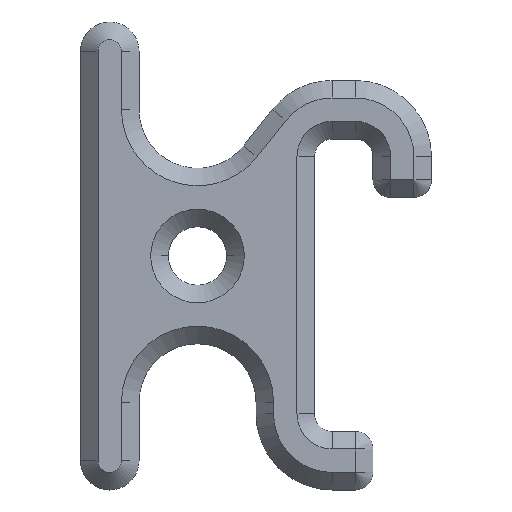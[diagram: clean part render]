
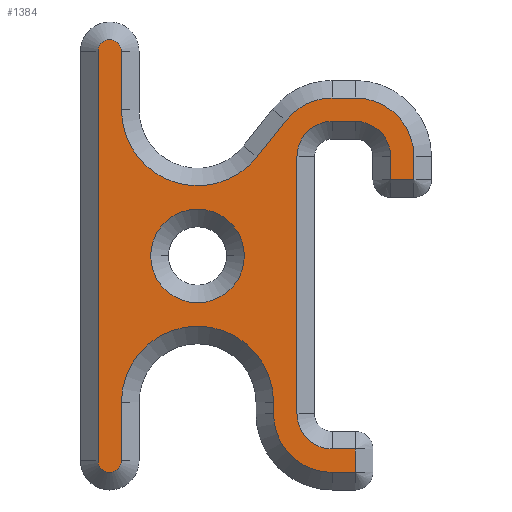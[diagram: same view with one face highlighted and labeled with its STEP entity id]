
A CAD part, top view. The second image highlights one B-rep face of the part: STEP entity #1384.
In plain terms, the highlighted free-form (B-spline) face has degree [1, 1] with [2, 2] control points.
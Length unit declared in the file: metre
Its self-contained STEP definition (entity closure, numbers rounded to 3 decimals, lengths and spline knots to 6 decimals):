
#26=B_SPLINE_SURFACE_WITH_KNOTS('',1,1,((#2134,#2135),(#2136,#2137)),
 .PLANE_SURF.,.F.,.F.,.F.,(2,2),(2,2),(0.,1.),(0.,1.),.UNSPECIFIED.);
#112=LINE('',#2139,#252);
#113=LINE('',#2144,#253);
#114=LINE('',#2148,#254);
#115=LINE('',#2150,#255);
#116=LINE('',#2152,#256);
#117=LINE('',#2156,#257);
#118=LINE('',#2160,#258);
#119=LINE('',#2164,#259);
#120=LINE('',#2166,#260);
#121=LINE('',#2168,#261);
#122=LINE('',#2172,#262);
#123=LINE('',#2176,#263);
#124=LINE('',#2180,#264);
#125=LINE('',#2184,#265);
#252=VECTOR('',#1641,1.);
#253=VECTOR('',#1644,1.);
#254=VECTOR('',#1647,1.);
#255=VECTOR('',#1648,1.);
#256=VECTOR('',#1649,1.);
#257=VECTOR('',#1652,1.);
#258=VECTOR('',#1655,1.);
#259=VECTOR('',#1658,1.);
#260=VECTOR('',#1659,1.);
#261=VECTOR('',#1660,1.);
#262=VECTOR('',#1663,1.);
#263=VECTOR('',#1666,1.);
#264=VECTOR('',#1669,1.);
#265=VECTOR('',#1672,1.);
#470=ORIENTED_EDGE('',*,*,#842,.T.);
#471=ORIENTED_EDGE('',*,*,#750,.T.);
#472=ORIENTED_EDGE('',*,*,#843,.T.);
#473=ORIENTED_EDGE('',*,*,#844,.T.);
#474=ORIENTED_EDGE('',*,*,#845,.T.);
#475=ORIENTED_EDGE('',*,*,#846,.T.);
#476=ORIENTED_EDGE('',*,*,#847,.T.);
#477=ORIENTED_EDGE('',*,*,#848,.T.);
#478=ORIENTED_EDGE('',*,*,#849,.T.);
#479=ORIENTED_EDGE('',*,*,#850,.T.);
#480=ORIENTED_EDGE('',*,*,#851,.T.);
#481=ORIENTED_EDGE('',*,*,#852,.T.);
#482=ORIENTED_EDGE('',*,*,#853,.T.);
#483=ORIENTED_EDGE('',*,*,#854,.T.);
#484=ORIENTED_EDGE('',*,*,#855,.T.);
#485=ORIENTED_EDGE('',*,*,#856,.T.);
#486=ORIENTED_EDGE('',*,*,#857,.T.);
#487=ORIENTED_EDGE('',*,*,#858,.T.);
#488=ORIENTED_EDGE('',*,*,#859,.T.);
#489=ORIENTED_EDGE('',*,*,#860,.T.);
#490=ORIENTED_EDGE('',*,*,#861,.T.);
#491=ORIENTED_EDGE('',*,*,#862,.T.);
#492=ORIENTED_EDGE('',*,*,#863,.T.);
#493=ORIENTED_EDGE('',*,*,#864,.T.);
#494=ORIENTED_EDGE('',*,*,#865,.T.);
#495=ORIENTED_EDGE('',*,*,#866,.T.);
#750=EDGE_CURVE('',#952,#953,#1062,.F.);
#842=EDGE_CURVE('',#953,#952,#1094,.F.);
#843=EDGE_CURVE('',#1012,#1013,#112,.T.);
#844=EDGE_CURVE('',#1013,#1014,#1095,.F.);
#845=EDGE_CURVE('',#1014,#1015,#113,.T.);
#846=EDGE_CURVE('',#1015,#1016,#1096,.T.);
#847=EDGE_CURVE('',#1016,#1017,#114,.T.);
#848=EDGE_CURVE('',#1017,#1018,#115,.T.);
#849=EDGE_CURVE('',#1018,#1019,#116,.T.);
#850=EDGE_CURVE('',#1019,#1020,#1097,.F.);
#851=EDGE_CURVE('',#1020,#1021,#117,.T.);
#852=EDGE_CURVE('',#1021,#1022,#1098,.F.);
#853=EDGE_CURVE('',#1022,#1023,#118,.T.);
#854=EDGE_CURVE('',#1023,#1024,#1099,.F.);
#855=EDGE_CURVE('',#1024,#1025,#119,.T.);
#856=EDGE_CURVE('',#1025,#1026,#120,.T.);
#857=EDGE_CURVE('',#1026,#1027,#121,.T.);
#858=EDGE_CURVE('',#1027,#1028,#1100,.T.);
#859=EDGE_CURVE('',#1028,#1029,#122,.T.);
#860=EDGE_CURVE('',#1029,#1030,#1101,.T.);
#861=EDGE_CURVE('',#1030,#1031,#123,.T.);
#862=EDGE_CURVE('',#1031,#1032,#1102,.F.);
#863=EDGE_CURVE('',#1032,#1033,#124,.T.);
#864=EDGE_CURVE('',#1033,#1034,#1103,.T.);
#865=EDGE_CURVE('',#1034,#1035,#125,.T.);
#866=EDGE_CURVE('',#1035,#1012,#1104,.T.);
#952=VERTEX_POINT('',#1795);
#953=VERTEX_POINT('',#1796);
#1012=VERTEX_POINT('',#2140);
#1013=VERTEX_POINT('',#2141);
#1014=VERTEX_POINT('',#2143);
#1015=VERTEX_POINT('',#2145);
#1016=VERTEX_POINT('',#2147);
#1017=VERTEX_POINT('',#2149);
#1018=VERTEX_POINT('',#2151);
#1019=VERTEX_POINT('',#2153);
#1020=VERTEX_POINT('',#2155);
#1021=VERTEX_POINT('',#2157);
#1022=VERTEX_POINT('',#2159);
#1023=VERTEX_POINT('',#2161);
#1024=VERTEX_POINT('',#2163);
#1025=VERTEX_POINT('',#2165);
#1026=VERTEX_POINT('',#2167);
#1027=VERTEX_POINT('',#2169);
#1028=VERTEX_POINT('',#2171);
#1029=VERTEX_POINT('',#2173);
#1030=VERTEX_POINT('',#2175);
#1031=VERTEX_POINT('',#2177);
#1032=VERTEX_POINT('',#2179);
#1033=VERTEX_POINT('',#2181);
#1034=VERTEX_POINT('',#2183);
#1035=VERTEX_POINT('',#2185);
#1062=CIRCLE('',#1459,0.004);
#1094=CIRCLE('',#1491,0.004);
#1095=CIRCLE('',#1492,0.0065);
#1096=CIRCLE('',#1493,0.005);
#1097=CIRCLE('',#1494,0.003);
#1098=CIRCLE('',#1495,0.003);
#1099=CIRCLE('',#1496,0.003);
#1100=CIRCLE('',#1497,0.005);
#1101=CIRCLE('',#1498,0.005);
#1102=CIRCLE('',#1499,0.0065);
#1103=CIRCLE('',#1500,0.001);
#1104=CIRCLE('',#1501,0.001);
#1148=EDGE_LOOP('',(#470,#471));
#1149=EDGE_LOOP('',(#472,#473,#474,#475,#476,#477,#478,#479,#480,#481,#482,
#483,#484,#485,#486,#487,#488,#489,#490,#491,#492,#493,#494,#495));
#1242=FACE_BOUND('',#1148,.T.);
#1243=FACE_BOUND('',#1149,.T.);
#1384=ADVANCED_FACE('',(#1242,#1243),#26,.T.);
#1459=AXIS2_PLACEMENT_3D('',#1794,#1519,#1520);
#1491=AXIS2_PLACEMENT_3D('',#2138,#1639,#1640);
#1492=AXIS2_PLACEMENT_3D('',#2142,#1642,#1643);
#1493=AXIS2_PLACEMENT_3D('',#2146,#1645,#1646);
#1494=AXIS2_PLACEMENT_3D('',#2154,#1650,#1651);
#1495=AXIS2_PLACEMENT_3D('',#2158,#1653,#1654);
#1496=AXIS2_PLACEMENT_3D('',#2162,#1656,#1657);
#1497=AXIS2_PLACEMENT_3D('',#2170,#1661,#1662);
#1498=AXIS2_PLACEMENT_3D('',#2174,#1664,#1665);
#1499=AXIS2_PLACEMENT_3D('',#2178,#1667,#1668);
#1500=AXIS2_PLACEMENT_3D('',#2182,#1670,#1671);
#1501=AXIS2_PLACEMENT_3D('',#2186,#1673,#1674);
#1519=DIRECTION('',(0.,0.,1.));
#1520=DIRECTION('',(1.,0.,0.));
#1639=DIRECTION('',(0.,0.,1.));
#1640=DIRECTION('',(1.,0.,0.));
#1641=DIRECTION('',(0.,1.,0.));
#1642=DIRECTION('',(0.,0.,1.));
#1643=DIRECTION('',(1.,0.,0.));
#1644=DIRECTION('',(0.,-1.,0.));
#1645=DIRECTION('',(0.,0.,1.));
#1646=DIRECTION('',(1.,0.,0.));
#1647=DIRECTION('',(1.,0.,0.));
#1648=DIRECTION('',(0.,1.,0.));
#1649=DIRECTION('',(-1.,0.,0.));
#1650=DIRECTION('',(0.,0.,1.));
#1651=DIRECTION('',(1.,0.,0.));
#1652=DIRECTION('',(0.,1.,0.));
#1653=DIRECTION('',(0.,0.,1.));
#1654=DIRECTION('',(1.,0.,0.));
#1655=DIRECTION('',(1.,0.,0.));
#1656=DIRECTION('',(0.,0.,1.));
#1657=DIRECTION('',(1.,0.,0.));
#1658=DIRECTION('',(0.,-1.,0.));
#1659=DIRECTION('',(1.,0.,0.));
#1660=DIRECTION('',(0.,1.,0.));
#1661=DIRECTION('',(0.,0.,1.));
#1662=DIRECTION('',(1.,0.,0.));
#1663=DIRECTION('',(-1.,0.,0.));
#1664=DIRECTION('',(0.,0.,1.));
#1665=DIRECTION('',(1.,0.,0.));
#1666=DIRECTION('',(-0.621,-0.784,0.));
#1667=DIRECTION('',(0.,0.,1.));
#1668=DIRECTION('',(1.,0.,0.));
#1669=DIRECTION('',(0.,1.,0.));
#1670=DIRECTION('',(0.,0.,1.));
#1671=DIRECTION('',(1.,0.,0.));
#1672=DIRECTION('',(0.,-1.,0.));
#1673=DIRECTION('',(0.,0.,1.));
#1674=DIRECTION('',(1.,0.,0.));
#1794=CARTESIAN_POINT('',(0.,0.,0.005));
#1795=CARTESIAN_POINT('',(-0.004,0.,0.005));
#1796=CARTESIAN_POINT('',(0.004,0.,0.005));
#2134=CARTESIAN_POINT('',(-0.00985,-0.020361,0.005));
#2135=CARTESIAN_POINT('',(-0.00985,0.020583,0.005));
#2136=CARTESIAN_POINT('',(0.01985,-0.020361,0.005));
#2137=CARTESIAN_POINT('',(0.01985,0.020583,0.005));
#2138=CARTESIAN_POINT('',(0.,0.,0.005));
#2139=CARTESIAN_POINT('',(-0.0065,-0.0125,0.005));
#2140=CARTESIAN_POINT('',(-0.0065,-0.0175,0.005));
#2141=CARTESIAN_POINT('',(-0.0065,-0.0125,0.005));
#2142=CARTESIAN_POINT('',(0.,-0.0125,0.005));
#2143=CARTESIAN_POINT('',(0.0065,-0.0125,0.005));
#2144=CARTESIAN_POINT('',(0.0065,0.,0.005));
#2145=CARTESIAN_POINT('',(0.0065,-0.0135,0.005));
#2146=CARTESIAN_POINT('',(0.0115,-0.0135,0.005));
#2147=CARTESIAN_POINT('',(0.0115,-0.0185,0.005));
#2148=CARTESIAN_POINT('',(0.005,-0.0185,0.005));
#2149=CARTESIAN_POINT('',(0.0135,-0.0185,0.005));
#2150=CARTESIAN_POINT('',(0.0135,0.,0.005));
#2151=CARTESIAN_POINT('',(0.0135,-0.0165,0.005));
#2152=CARTESIAN_POINT('',(0.005,-0.0165,0.005));
#2153=CARTESIAN_POINT('',(0.0115,-0.0165,0.005));
#2154=CARTESIAN_POINT('',(0.0115,-0.0135,0.005));
#2155=CARTESIAN_POINT('',(0.0085,-0.0135,0.005));
#2156=CARTESIAN_POINT('',(0.0085,0.,0.005));
#2157=CARTESIAN_POINT('',(0.0085,0.0085,0.005));
#2158=CARTESIAN_POINT('',(0.0115,0.0085,0.005));
#2159=CARTESIAN_POINT('',(0.0115,0.0115,0.005));
#2160=CARTESIAN_POINT('',(0.005,0.0115,0.005));
#2161=CARTESIAN_POINT('',(0.0135,0.0115,0.005));
#2162=CARTESIAN_POINT('',(0.0135,0.0085,0.005));
#2163=CARTESIAN_POINT('',(0.0165,0.0085,0.005));
#2164=CARTESIAN_POINT('',(0.0165,0.,0.005));
#2165=CARTESIAN_POINT('',(0.0165,0.0065,0.005));
#2166=CARTESIAN_POINT('',(0.005,0.0065,0.005));
#2167=CARTESIAN_POINT('',(0.0185,0.0065,0.005));
#2168=CARTESIAN_POINT('',(0.0185,0.,0.005));
#2169=CARTESIAN_POINT('',(0.0185,0.0085,0.005));
#2170=CARTESIAN_POINT('',(0.0135,0.0085,0.005));
#2171=CARTESIAN_POINT('',(0.0135,0.0135,0.005));
#2172=CARTESIAN_POINT('',(0.005,0.0135,0.005));
#2173=CARTESIAN_POINT('',(0.0115,0.0135,0.005));
#2174=CARTESIAN_POINT('',(0.0115,0.0085,0.005));
#2175=CARTESIAN_POINT('',(0.007579,0.011603,0.005));
#2176=CARTESIAN_POINT('',(0.00094,0.003213,0.005));
#2177=CARTESIAN_POINT('',(0.005097,0.008466,0.005));
#2178=CARTESIAN_POINT('',(0.,0.0125,0.005));
#2179=CARTESIAN_POINT('',(-0.0065,0.0125,0.005));
#2180=CARTESIAN_POINT('',(-0.0065,0.,0.005));
#2181=CARTESIAN_POINT('',(-0.0065,0.0175,0.005));
#2182=CARTESIAN_POINT('',(-0.0075,0.0175,0.005));
#2183=CARTESIAN_POINT('',(-0.0085,0.0175,0.005));
#2184=CARTESIAN_POINT('',(-0.0085,0.,0.005));
#2185=CARTESIAN_POINT('',(-0.0085,-0.0175,0.005));
#2186=CARTESIAN_POINT('',(-0.0075,-0.0175,0.005));
